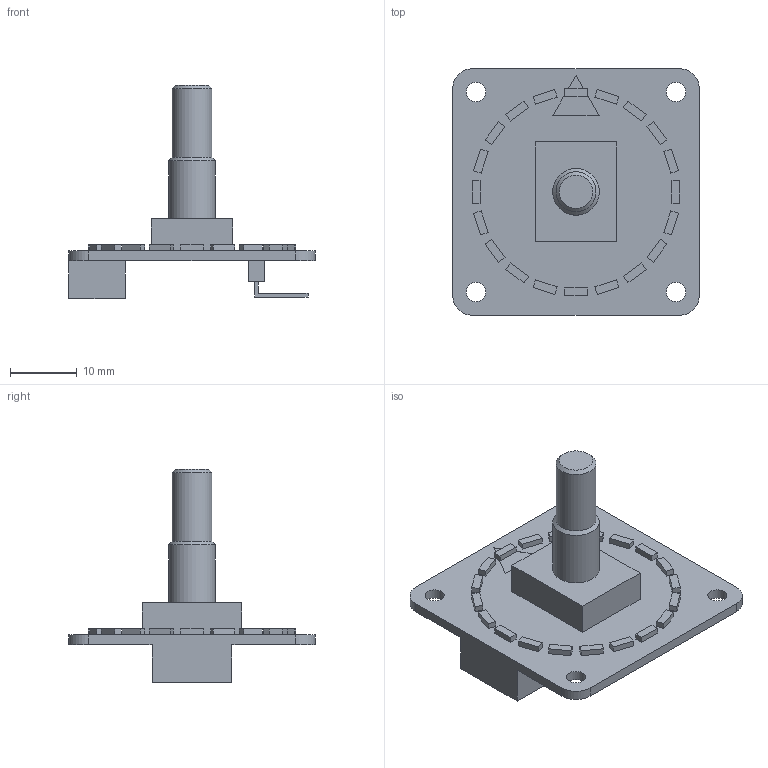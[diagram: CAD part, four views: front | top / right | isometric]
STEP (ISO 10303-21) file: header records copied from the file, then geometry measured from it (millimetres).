
FILE_DESCRIPTION(/* description */ (''),/* implementation_level */ '2;1');
FILE_NAME(/* name */ 'dfrobot_knob.step',/* time_stamp */ '2023-02-28T09:07:13+01:00',/* author */ (''),/* organization */ (''),/* preprocessor_version */ 'ST-DEVELOPER v19.2',/* originating_system */ 'Autodesk Translation Framework v11.17.0.187',/* authorisation */ '');
FILE_SCHEMA (('AUTOMOTIVE_DESIGN { 1 0 10303 214 3 1 1 }'));
Length unit declared in the file: millimetre
Products named in the file (2): dfrobot_knob; rotary_encoder
Assembly tree (1 placements, depth 2):
  dfrobot_knob
    rotary_encoder
Bounding box: 37 x 37 x 31.98 mm (x, y, z)
Volume: 4274.7 mm3; surface area: 4315.4 mm2
Topology: 21 solids, 21 shells, 185 faces, 402 edges, 267 vertices
Faces by surface type: plane 173, cylinder 10, cone 2
Full cylindrical faces by diameter (mm): 2.9 x4, 6 x1, 7 x1
Entity records: 5002 total; most frequent: CARTESIAN_POINT 857, ORIENTED_EDGE 804, DIRECTION 799, EDGE_CURVE 402, LINE 381, VECTOR 381, VERTEX_POINT 267, AXIS2_PLACEMENT_3D 209
